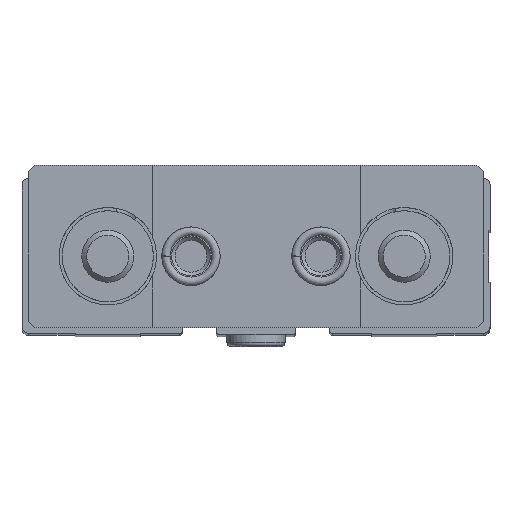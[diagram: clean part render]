
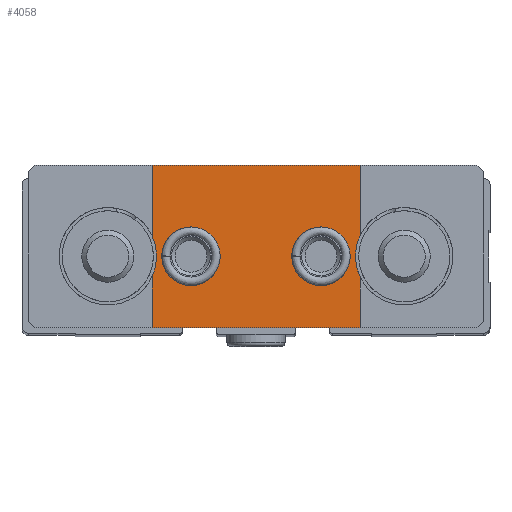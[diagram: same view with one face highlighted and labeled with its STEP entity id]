
A CAD part, top view. The second image highlights one B-rep face of the part: STEP entity #4058.
In plain terms, the highlighted planar face has unit normal (0, 0, 1).
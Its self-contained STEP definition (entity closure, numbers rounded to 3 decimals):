
#145=PLANE('',#4546);
#447=CIRCLE('',#4547,4.5);
#448=CIRCLE('',#4548,4.5);
#449=CIRCLE('',#4549,7.5);
#450=CIRCLE('',#4550,7.5);
#1254=ORIENTED_EDGE('',*,*,#1970,.F.);
#1255=ORIENTED_EDGE('',*,*,#1971,.F.);
#1256=ORIENTED_EDGE('',*,*,#1920,.T.);
#1257=ORIENTED_EDGE('',*,*,#1972,.T.);
#1258=ORIENTED_EDGE('',*,*,#1922,.T.);
#1259=ORIENTED_EDGE('',*,*,#1958,.T.);
#1260=ORIENTED_EDGE('',*,*,#1938,.T.);
#1261=ORIENTED_EDGE('',*,*,#1973,.T.);
#1262=ORIENTED_EDGE('',*,*,#1940,.T.);
#1263=ORIENTED_EDGE('',*,*,#1964,.T.);
#1920=EDGE_CURVE('',#2365,#2364,#2675,.T.);
#1922=EDGE_CURVE('',#2366,#2367,#2677,.T.);
#1938=EDGE_CURVE('',#2382,#2381,#2687,.T.);
#1940=EDGE_CURVE('',#2383,#2384,#2689,.T.);
#1958=EDGE_CURVE('',#2367,#2382,#2701,.T.);
#1964=EDGE_CURVE('',#2384,#2365,#2707,.T.);
#1970=EDGE_CURVE('',#2404,#2404,#447,.T.);
#1971=EDGE_CURVE('',#2405,#2405,#448,.T.);
#1972=EDGE_CURVE('',#2364,#2366,#449,.F.);
#1973=EDGE_CURVE('',#2381,#2383,#450,.F.);
#2364=VERTEX_POINT('',#6807);
#2365=VERTEX_POINT('',#6809);
#2366=VERTEX_POINT('',#6813);
#2367=VERTEX_POINT('',#6814);
#2381=VERTEX_POINT('',#6862);
#2382=VERTEX_POINT('',#6864);
#2383=VERTEX_POINT('',#6868);
#2384=VERTEX_POINT('',#6869);
#2404=VERTEX_POINT('',#6941);
#2405=VERTEX_POINT('',#6943);
#2675=LINE('',#6808,#2942);
#2677=LINE('',#6812,#2944);
#2687=LINE('',#6863,#2954);
#2689=LINE('',#6867,#2956);
#2701=LINE('',#6918,#2968);
#2707=LINE('',#6929,#2974);
#2942=VECTOR('',#5531,1000.);
#2944=VECTOR('',#5535,1000.);
#2954=VECTOR('',#5561,1000.);
#2956=VECTOR('',#5565,1000.);
#2968=VECTOR('',#5591,1000.);
#2974=VECTOR('',#5601,1000.);
#3266=EDGE_LOOP('',(#1254));
#3267=EDGE_LOOP('',(#1255));
#3268=EDGE_LOOP('',(#1256,#1257,#1258,#1259,#1260,#1261,#1262,#1263));
#3667=FACE_BOUND('',#3266,.T.);
#3668=FACE_BOUND('',#3267,.T.);
#3669=FACE_BOUND('',#3268,.T.);
#4058=ADVANCED_FACE('',(#3667,#3668,#3669),#145,.T.);
#4546=AXIS2_PLACEMENT_3D('',#6939,#5609,#5610);
#4547=AXIS2_PLACEMENT_3D('',#6940,#5611,#5612);
#4548=AXIS2_PLACEMENT_3D('',#6942,#5613,#5614);
#4549=AXIS2_PLACEMENT_3D('',#6944,#5615,#5616);
#4550=AXIS2_PLACEMENT_3D('',#6945,#5617,#5618);
#5531=DIRECTION('',(0.,1.,0.));
#5535=DIRECTION('',(0.,1.,0.));
#5561=DIRECTION('',(0.,-1.,0.));
#5565=DIRECTION('',(0.,-1.,0.));
#5591=DIRECTION('',(-1.,0.,0.));
#5601=DIRECTION('',(1.,0.,0.));
#5609=DIRECTION('',(0.,0.,1.));
#5610=DIRECTION('',(1.,0.,0.));
#5611=DIRECTION('',(0.,0.,1.));
#5612=DIRECTION('',(1.,0.,0.));
#5613=DIRECTION('',(0.,0.,1.));
#5614=DIRECTION('',(1.,0.,0.));
#5615=DIRECTION('',(0.,0.,1.));
#5616=DIRECTION('',(1.,0.,0.));
#5617=DIRECTION('',(0.,0.,1.));
#5618=DIRECTION('',(1.,0.,0.));
#6807=CARTESIAN_POINT('',(16.,-3.164,22.));
#6808=CARTESIAN_POINT('',(16.,0.,22.));
#6809=CARTESIAN_POINT('',(16.,-11.,22.));
#6812=CARTESIAN_POINT('',(16.,0.,22.));
#6813=CARTESIAN_POINT('',(16.,3.164,22.));
#6814=CARTESIAN_POINT('',(16.,14.,22.));
#6862=CARTESIAN_POINT('',(-16.,3.164,22.));
#6863=CARTESIAN_POINT('',(-16.,0.,22.));
#6864=CARTESIAN_POINT('',(-16.,14.,22.));
#6867=CARTESIAN_POINT('',(-16.,0.,22.));
#6868=CARTESIAN_POINT('',(-16.,-3.164,22.));
#6869=CARTESIAN_POINT('',(-16.,-11.,22.));
#6918=CARTESIAN_POINT('',(35.,14.,22.));
#6929=CARTESIAN_POINT('',(-35.,-11.,22.));
#6939=CARTESIAN_POINT('',(0.,0.,22.));
#6940=CARTESIAN_POINT('',(-10.,0.,22.));
#6941=CARTESIAN_POINT('',(-5.5,0.,22.));
#6942=CARTESIAN_POINT('',(10.,0.,22.));
#6943=CARTESIAN_POINT('',(14.5,0.,22.));
#6944=CARTESIAN_POINT('',(22.8,0.,22.));
#6945=CARTESIAN_POINT('',(-22.8,0.,22.));
